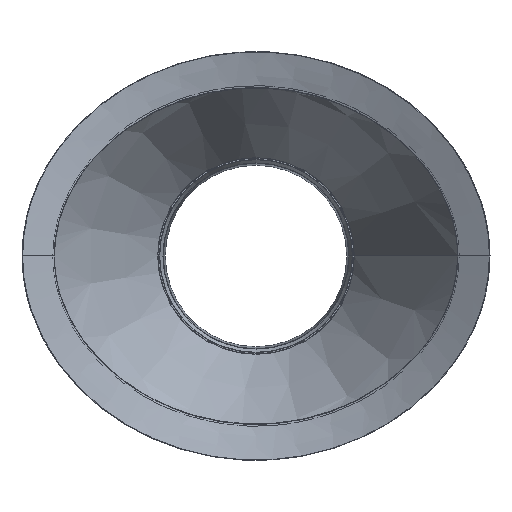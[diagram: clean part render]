
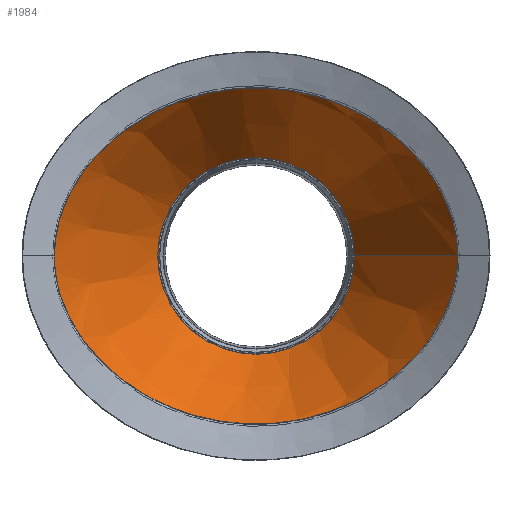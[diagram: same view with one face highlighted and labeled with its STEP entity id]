
A CAD part, front view. The second image highlights one B-rep face of the part: STEP entity #1984.
In plain terms, the highlighted conical face has half-angle 30 degrees and reference radius 39.659 mm.
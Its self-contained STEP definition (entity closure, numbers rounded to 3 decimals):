
#244=CARTESIAN_POINT('',(81.488,134.109,0.001));
#245=VERTEX_POINT('',#244);
#246=CARTESIAN_POINT('',(41.248,151.869,58.077));
#247=VERTEX_POINT('',#246);
#248=CARTESIAN_POINT('',(81.488,134.109,0.001));
#249=CARTESIAN_POINT('',(81.488,134.109,2.096));
#250=CARTESIAN_POINT('',(81.362,134.188,4.181));
#251=CARTESIAN_POINT('',(80.733,134.579,9.396));
#252=CARTESIAN_POINT('',(80.076,134.986,12.468));
#253=CARTESIAN_POINT('',(76.746,136.99,23.488));
#254=CARTESIAN_POINT('',(72.582,139.396,30.797));
#255=CARTESIAN_POINT('',(63.894,143.64,41.496));
#256=CARTESIAN_POINT('',(59.836,145.45,45.461));
#257=CARTESIAN_POINT('',(54.34,147.577,49.825));
#258=CARTESIAN_POINT('',(53.243,147.988,50.652));
#259=CARTESIAN_POINT('',(48.691,149.631,53.913));
#260=CARTESIAN_POINT('',(45.052,150.807,56.128));
#261=CARTESIAN_POINT('',(41.248,151.869,58.077));
#262=B_SPLINE_CURVE_WITH_KNOTS('',3,(#248,#249,#250,#251,#252,#253,#254,#255,#256,#257,#258,#259,#260,#261),.UNSPECIFIED.,.F.,.U.,(4,2,2,2,2,2,4),(0.,0.628,1.58,4.135,5.898,6.326,7.641),.UNSPECIFIED.);
#263=EDGE_CURVE('',#245,#247,#262,.T.);
#330=CARTESIAN_POINT('',(-81.488,134.109,0.0));
#331=VERTEX_POINT('',#330);
#338=CARTESIAN_POINT('',(-41.248,151.869,58.077));
#339=VERTEX_POINT('',#338);
#340=CARTESIAN_POINT('',(-41.248,151.869,58.077));
#341=CARTESIAN_POINT('',(-45.29,150.74,56.005));
#342=CARTESIAN_POINT('',(-49.147,149.483,53.634));
#343=CARTESIAN_POINT('',(-59.755,145.599,45.882));
#344=CARTESIAN_POINT('',(-65.648,142.864,39.917));
#345=CARTESIAN_POINT('',(-74.605,138.261,27.291));
#346=CARTESIAN_POINT('',(-78.039,136.223,20.322));
#347=CARTESIAN_POINT('',(-80.485,134.733,10.461));
#348=CARTESIAN_POINT('',(-80.907,134.471,8.123));
#349=CARTESIAN_POINT('',(-81.382,134.176,3.841));
#350=CARTESIAN_POINT('',(-81.488,134.109,1.924));
#351=CARTESIAN_POINT('',(-81.488,134.109,0.));
#352=B_SPLINE_CURVE_WITH_KNOTS('',3,(#340,#341,#342,#343,#344,#345,#346,#347,#348,#349,#350,#351),.UNSPECIFIED.,.F.,.U.,(4,2,2,2,2,4),(0.0,1.404,4.113,6.691,7.475,8.105),.UNSPECIFIED.);
#353=EDGE_CURVE('',#339,#331,#352,.T.);
#878=CARTESIAN_POINT('',(41.248,151.869,58.077));
#879=CARTESIAN_POINT('',(31.787,154.457,62.964));
#880=CARTESIAN_POINT('',(21.365,156.322,66.167));
#881=CARTESIAN_POINT('',(1.707,157.641,68.452));
#882=CARTESIAN_POINT('',(-7.144,157.483,68.186));
#883=CARTESIAN_POINT('',(-24.785,155.692,65.062));
#884=CARTESIAN_POINT('',(-33.359,154.027,62.152));
#885=CARTESIAN_POINT('',(-41.248,151.869,58.077));
#886=B_SPLINE_CURVE_WITH_KNOTS('',3,(#878,#879,#880,#881,#882,#883,#884,#885),.UNSPECIFIED.,.F.,.U.,(4,2,2,4),(0.0,3.287,5.939,8.679),.UNSPECIFIED.);
#887=EDGE_CURVE('',#247,#339,#886,.T.);
#950=CARTESIAN_POINT('',(-41.248,151.869,-58.077));
#951=VERTEX_POINT('',#950);
#952=CARTESIAN_POINT('',(41.248,151.869,-58.077));
#953=VERTEX_POINT('',#952);
#954=CARTESIAN_POINT('',(-41.248,151.869,-58.077));
#955=CARTESIAN_POINT('',(-31.787,154.457,-62.964));
#956=CARTESIAN_POINT('',(-21.365,156.322,-66.167));
#957=CARTESIAN_POINT('',(-1.707,157.641,-68.452));
#958=CARTESIAN_POINT('',(7.144,157.483,-68.186));
#959=CARTESIAN_POINT('',(24.785,155.692,-65.062));
#960=CARTESIAN_POINT('',(33.359,154.027,-62.152));
#961=CARTESIAN_POINT('',(41.248,151.869,-58.077));
#962=B_SPLINE_CURVE_WITH_KNOTS('',3,(#954,#955,#956,#957,#958,#959,#960,#961),.UNSPECIFIED.,.F.,.U.,(4,2,2,4),(0.0,3.287,5.939,8.679),.UNSPECIFIED.);
#963=EDGE_CURVE('',#951,#953,#962,.T.);
#1718=CARTESIAN_POINT('',(-81.488,134.109,0.));
#1719=CARTESIAN_POINT('',(-81.488,134.109,-2.095));
#1720=CARTESIAN_POINT('',(-81.362,134.188,-4.18));
#1721=CARTESIAN_POINT('',(-80.733,134.579,-9.394));
#1722=CARTESIAN_POINT('',(-80.077,134.986,-12.464));
#1723=CARTESIAN_POINT('',(-76.748,136.988,-23.484));
#1724=CARTESIAN_POINT('',(-72.585,139.394,-30.792));
#1725=CARTESIAN_POINT('',(-63.898,143.638,-41.492));
#1726=CARTESIAN_POINT('',(-59.839,145.448,-45.458));
#1727=CARTESIAN_POINT('',(-54.342,147.576,-49.823));
#1728=CARTESIAN_POINT('',(-53.245,147.987,-50.651));
#1729=CARTESIAN_POINT('',(-48.692,149.631,-53.912));
#1730=CARTESIAN_POINT('',(-45.053,150.806,-56.127));
#1731=CARTESIAN_POINT('',(-41.248,151.869,-58.077));
#1732=B_SPLINE_CURVE_WITH_KNOTS('',3,(#1718,#1719,#1720,#1721,#1722,#1723,#1724,#1725,#1726,#1727,#1728,#1729,#1730,#1731),.UNSPECIFIED.,.F.,.U.,(4,2,2,2,2,2,4),(0.0,0.628,1.58,4.134,5.898,6.326,7.641),.UNSPECIFIED.);
#1733=EDGE_CURVE('',#331,#951,#1732,.T.);
#1737=CARTESIAN_POINT('',(81.488,134.109,0.0));
#1738=VERTEX_POINT('',#1737);
#1745=CARTESIAN_POINT('',(41.248,151.869,-58.077));
#1746=CARTESIAN_POINT('',(45.29,150.74,-56.005));
#1747=CARTESIAN_POINT('',(49.147,149.483,-53.634));
#1748=CARTESIAN_POINT('',(59.755,145.599,-45.882));
#1749=CARTESIAN_POINT('',(65.648,142.864,-39.917));
#1750=CARTESIAN_POINT('',(74.605,138.261,-27.291));
#1751=CARTESIAN_POINT('',(78.039,136.223,-20.322));
#1752=CARTESIAN_POINT('',(80.485,134.733,-10.461));
#1753=CARTESIAN_POINT('',(80.907,134.471,-8.123));
#1754=CARTESIAN_POINT('',(81.382,134.176,-3.841));
#1755=CARTESIAN_POINT('',(81.488,134.109,-1.924));
#1756=CARTESIAN_POINT('',(81.488,134.109,0.));
#1757=B_SPLINE_CURVE_WITH_KNOTS('',3,(#1745,#1746,#1747,#1748,#1749,#1750,#1751,#1752,#1753,#1754,#1755,#1756),.UNSPECIFIED.,.F.,.U.,(4,2,2,2,2,4),(0.0,1.404,4.113,6.691,7.475,8.105),.UNSPECIFIED.);
#1758=EDGE_CURVE('',#953,#1738,#1757,.T.);
#1948=CARTESIAN_POINT('',(0.0,206.559,0.0));
#1949=DIRECTION('',(0.0,-1.0,0.0));
#1950=DIRECTION('',(1.,0.0,0.));
#1951=AXIS2_PLACEMENT_3D('',#1948,#1949,#1950);
#1952=CONICAL_SURFACE('',#1951,39.659,30.);
#1953=ORIENTED_EDGE('',*,*,#263,.T.);
#1954=ORIENTED_EDGE('',*,*,#887,.T.);
#1955=ORIENTED_EDGE('',*,*,#353,.T.);
#1956=ORIENTED_EDGE('',*,*,#1733,.T.);
#1957=ORIENTED_EDGE('',*,*,#963,.T.);
#1958=ORIENTED_EDGE('',*,*,#1758,.T.);
#1959=CARTESIAN_POINT('',(39.659,206.559,0.0));
#1960=VERTEX_POINT('',#1959);
#1961=CARTESIAN_POINT('',(39.659,206.559,0.0));
#1962=DIRECTION('',(0.5,-0.866,0.0));
#1963=VECTOR('',#1962,83.658);
#1964=LINE('',#1961,#1963);
#1965=EDGE_CURVE('',#1960,#1738,#1964,.T.);
#1966=ORIENTED_EDGE('',*,*,#1965,.F.);
#1967=CARTESIAN_POINT('',(39.659,206.559,0.001));
#1968=VERTEX_POINT('',#1967);
#1969=CARTESIAN_POINT('',(0.0,206.559,0.0));
#1970=DIRECTION('',(0.0,1.0,0.0));
#1971=DIRECTION('',(1.0,0.0,0.0));
#1972=AXIS2_PLACEMENT_3D('',#1969,#1970,#1971);
#1973=CIRCLE('',#1972,39.659);
#1974=EDGE_CURVE('',#1960,#1968,#1973,.T.);
#1975=ORIENTED_EDGE('',*,*,#1974,.T.);
#1976=CARTESIAN_POINT('',(39.659,206.559,0.001));
#1977=DIRECTION('',(0.5,-0.866,0.));
#1978=VECTOR('',#1977,83.658);
#1979=LINE('',#1976,#1978);
#1980=EDGE_CURVE('',#1968,#245,#1979,.T.);
#1981=ORIENTED_EDGE('',*,*,#1980,.T.);
#1982=EDGE_LOOP('',(#1953,#1954,#1955,#1956,#1957,#1958,#1966,#1975,#1981));
#1983=FACE_OUTER_BOUND('',#1982,.T.);
#1984=ADVANCED_FACE('',(#1983),#1952,.F.);
